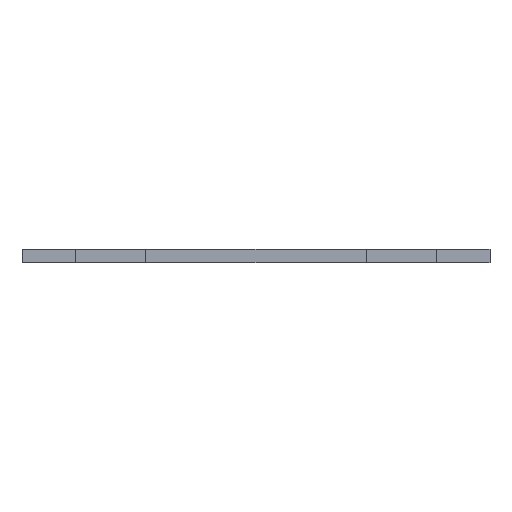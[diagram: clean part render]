
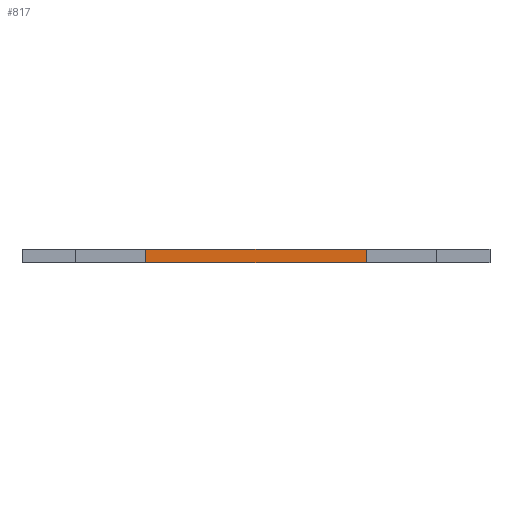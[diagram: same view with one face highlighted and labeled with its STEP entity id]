
A CAD part, front view. The second image highlights one B-rep face of the part: STEP entity #817.
In plain terms, the highlighted planar face has unit normal (0, -1, 0).
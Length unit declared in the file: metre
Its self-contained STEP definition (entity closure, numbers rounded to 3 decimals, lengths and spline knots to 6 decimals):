
#75=ORIENTED_EDGE('',*,*,#279,.F.);
#76=ORIENTED_EDGE('',*,*,#280,.T.);
#77=ORIENTED_EDGE('',*,*,#281,.T.);
#78=ORIENTED_EDGE('',*,*,#282,.F.);
#279=EDGE_CURVE('',#381,#382,#463,.T.);
#280=EDGE_CURVE('',#381,#383,#464,.T.);
#281=EDGE_CURVE('',#383,#384,#465,.T.);
#282=EDGE_CURVE('',#382,#384,#466,.T.);
#381=VERTEX_POINT('',#1193);
#382=VERTEX_POINT('',#1194);
#383=VERTEX_POINT('',#1196);
#384=VERTEX_POINT('',#1198);
#463=LINE('',#1192,#523);
#464=LINE('',#1195,#524);
#465=LINE('',#1197,#525);
#466=LINE('',#1199,#526);
#523=VECTOR('',#962,1.);
#524=VECTOR('',#963,1.);
#525=VECTOR('',#964,1.);
#526=VECTOR('',#965,1.);
#583=EDGE_LOOP('',(#75,#76,#77,#78));
#689=FACE_BOUND('',#583,.T.);
#795=PLANE('',#873);
#817=ADVANCED_FACE('',(#689),#795,.T.);
#873=AXIS2_PLACEMENT_3D('',#1191,#960,#961);
#960=DIRECTION('',(0.,-1.,0.));
#961=DIRECTION('',(1.,0.,0.));
#962=DIRECTION('',(-1.,0.,0.));
#963=DIRECTION('',(0.,0.,1.));
#964=DIRECTION('',(-1.,0.,0.));
#965=DIRECTION('',(0.,0.,1.));
#1191=CARTESIAN_POINT('',(0.,-0.07,0.004));
#1192=CARTESIAN_POINT('',(0.,-0.07,0.));
#1193=CARTESIAN_POINT('',(0.033,-0.07,0.));
#1194=CARTESIAN_POINT('',(-0.033,-0.07,0.));
#1195=CARTESIAN_POINT('',(0.033,-0.07,-0.021));
#1196=CARTESIAN_POINT('',(0.033,-0.07,0.004));
#1197=CARTESIAN_POINT('',(0.,-0.07,0.004));
#1198=CARTESIAN_POINT('',(-0.033,-0.07,0.004));
#1199=CARTESIAN_POINT('',(-0.033,-0.07,-0.021));
